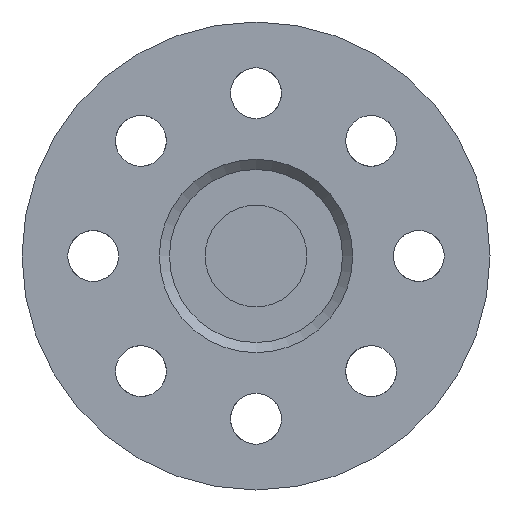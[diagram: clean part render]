
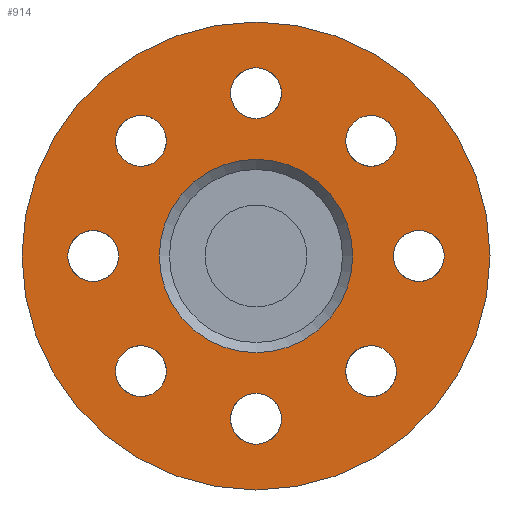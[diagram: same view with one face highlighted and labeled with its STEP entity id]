
A CAD part, front view. The second image highlights one B-rep face of the part: STEP entity #914.
In plain terms, the highlighted planar face has unit normal (0, -1, 0).
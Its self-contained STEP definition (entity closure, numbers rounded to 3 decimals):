
#339=CARTESIAN_POINT('',(-6.22,24.73,26.385));
#340=VERTEX_POINT('',#339);
#373=CARTESIAN_POINT('',(-4.97,24.73,25.135));
#374=VERTEX_POINT('',#373);
#375=CARTESIAN_POINT('',(-6.22,24.73,25.135));
#376=DIRECTION('',(-0.,1.,-0.));
#377=DIRECTION('',(1.,0.,0.));
#378=AXIS2_PLACEMENT_3D('',#375,#376,#377);
#379=CIRCLE('',#378,1.25);
#380=EDGE_CURVE('',#374,#340,#379,.T.);
#382=CARTESIAN_POINT('',(-6.22,24.73,25.135));
#383=DIRECTION('',(-0.,1.,-0.));
#384=DIRECTION('',(1.,0.,0.));
#385=AXIS2_PLACEMENT_3D('',#382,#383,#384);
#386=CIRCLE('',#385,1.25);
#387=EDGE_CURVE('',#340,#374,#386,.T.);
#399=CARTESIAN_POINT('',(-7.68,24.73,20.362));
#400=VERTEX_POINT('',#399);
#433=CARTESIAN_POINT('',(-7.314,24.73,19.479));
#434=VERTEX_POINT('',#433);
#435=CARTESIAN_POINT('',(-8.564,24.73,19.479));
#436=DIRECTION('',(-0.,1.,-0.));
#437=DIRECTION('',(1.,0.,0.));
#438=AXIS2_PLACEMENT_3D('',#435,#436,#437);
#439=CIRCLE('',#438,1.25);
#440=EDGE_CURVE('',#434,#400,#439,.T.);
#442=CARTESIAN_POINT('',(-8.564,24.73,19.479));
#443=DIRECTION('',(-0.,1.,-0.));
#444=DIRECTION('',(1.,0.,0.));
#445=AXIS2_PLACEMENT_3D('',#442,#443,#444);
#446=CIRCLE('',#445,1.25);
#447=EDGE_CURVE('',#400,#434,#446,.T.);
#459=CARTESIAN_POINT('',(-12.97,24.73,17.135));
#460=VERTEX_POINT('',#459);
#493=CARTESIAN_POINT('',(-14.22,24.73,17.135));
#494=DIRECTION('',(-0.,1.,-0.));
#495=DIRECTION('',(1.,0.,0.));
#496=AXIS2_PLACEMENT_3D('',#493,#494,#495);
#497=CIRCLE('',#496,1.25);
#498=EDGE_CURVE('',#460,#460,#497,.T.);
#510=CARTESIAN_POINT('',(-18.993,24.73,18.595));
#511=VERTEX_POINT('',#510);
#544=CARTESIAN_POINT('',(-18.627,24.73,19.479));
#545=VERTEX_POINT('',#544);
#546=CARTESIAN_POINT('',(-19.877,24.73,19.479));
#547=DIRECTION('',(-0.,1.,-0.));
#548=DIRECTION('',(1.,0.,0.));
#549=AXIS2_PLACEMENT_3D('',#546,#547,#548);
#550=CIRCLE('',#549,1.25);
#551=EDGE_CURVE('',#545,#511,#550,.T.);
#553=CARTESIAN_POINT('',(-19.877,24.73,19.479));
#554=DIRECTION('',(-0.,1.,-0.));
#555=DIRECTION('',(1.,0.,0.));
#556=AXIS2_PLACEMENT_3D('',#553,#554,#555);
#557=CIRCLE('',#556,1.25);
#558=EDGE_CURVE('',#511,#545,#557,.T.);
#570=CARTESIAN_POINT('',(-22.22,24.73,23.885));
#571=VERTEX_POINT('',#570);
#604=CARTESIAN_POINT('',(-20.97,24.73,25.135));
#605=VERTEX_POINT('',#604);
#606=CARTESIAN_POINT('',(-22.22,24.73,25.135));
#607=DIRECTION('',(-0.,1.,-0.));
#608=DIRECTION('',(1.,0.,0.));
#609=AXIS2_PLACEMENT_3D('',#606,#607,#608);
#610=CIRCLE('',#609,1.25);
#611=EDGE_CURVE('',#605,#571,#610,.T.);
#613=CARTESIAN_POINT('',(-22.22,24.73,25.135));
#614=DIRECTION('',(-0.,1.,-0.));
#615=DIRECTION('',(1.,0.,0.));
#616=AXIS2_PLACEMENT_3D('',#613,#614,#615);
#617=CIRCLE('',#616,1.25);
#618=EDGE_CURVE('',#571,#605,#617,.T.);
#630=CARTESIAN_POINT('',(-20.761,24.73,29.908));
#631=VERTEX_POINT('',#630);
#664=CARTESIAN_POINT('',(-18.627,24.73,30.792));
#665=VERTEX_POINT('',#664);
#666=CARTESIAN_POINT('',(-19.877,24.73,30.792));
#667=DIRECTION('',(-0.,1.,-0.));
#668=DIRECTION('',(1.,0.,0.));
#669=AXIS2_PLACEMENT_3D('',#666,#667,#668);
#670=CIRCLE('',#669,1.25);
#671=EDGE_CURVE('',#665,#631,#670,.T.);
#673=CARTESIAN_POINT('',(-19.877,24.73,30.792));
#674=DIRECTION('',(-0.,1.,-0.));
#675=DIRECTION('',(1.,0.,0.));
#676=AXIS2_PLACEMENT_3D('',#673,#674,#675);
#677=CIRCLE('',#676,1.25);
#678=EDGE_CURVE('',#631,#665,#677,.T.);
#690=CARTESIAN_POINT('',(-15.47,24.73,33.135));
#691=VERTEX_POINT('',#690);
#724=CARTESIAN_POINT('',(-12.97,24.73,33.135));
#725=VERTEX_POINT('',#724);
#726=CARTESIAN_POINT('',(-14.22,24.73,33.135));
#727=DIRECTION('',(-0.,1.,-0.));
#728=DIRECTION('',(1.,0.,0.));
#729=AXIS2_PLACEMENT_3D('',#726,#727,#728);
#730=CIRCLE('',#729,1.25);
#731=EDGE_CURVE('',#725,#691,#730,.T.);
#733=CARTESIAN_POINT('',(-14.22,24.73,33.135));
#734=DIRECTION('',(-0.,1.,-0.));
#735=DIRECTION('',(1.,0.,0.));
#736=AXIS2_PLACEMENT_3D('',#733,#734,#735);
#737=CIRCLE('',#736,1.25);
#738=EDGE_CURVE('',#691,#725,#737,.T.);
#750=CARTESIAN_POINT('',(-9.447,24.73,31.676));
#751=VERTEX_POINT('',#750);
#784=CARTESIAN_POINT('',(-7.314,24.73,30.792));
#785=VERTEX_POINT('',#784);
#786=CARTESIAN_POINT('',(-8.564,24.73,30.792));
#787=DIRECTION('',(-0.,1.,-0.));
#788=DIRECTION('',(1.,0.,0.));
#789=AXIS2_PLACEMENT_3D('',#786,#787,#788);
#790=CIRCLE('',#789,1.25);
#791=EDGE_CURVE('',#785,#751,#790,.T.);
#793=CARTESIAN_POINT('',(-8.564,24.73,30.792));
#794=DIRECTION('',(-0.,1.,-0.));
#795=DIRECTION('',(1.,0.,0.));
#796=AXIS2_PLACEMENT_3D('',#793,#794,#795);
#797=CIRCLE('',#796,1.25);
#798=EDGE_CURVE('',#751,#785,#797,.T.);
#810=CARTESIAN_POINT('',(-2.72,24.73,25.135));
#811=VERTEX_POINT('',#810);
#818=CARTESIAN_POINT('',(-14.22,24.73,13.635));
#819=VERTEX_POINT('',#818);
#820=CARTESIAN_POINT('',(-14.22,24.73,25.135));
#821=DIRECTION('',(-0.,1.,0.));
#822=DIRECTION('',(0.,0.,-1.));
#823=AXIS2_PLACEMENT_3D('',#820,#821,#822);
#824=CIRCLE('',#823,11.5);
#825=EDGE_CURVE('',#811,#819,#824,.T.);
#827=CARTESIAN_POINT('',(-14.22,24.73,25.135));
#828=DIRECTION('',(-0.,1.,0.));
#829=DIRECTION('',(0.,0.,-1.));
#830=AXIS2_PLACEMENT_3D('',#827,#828,#829);
#831=CIRCLE('',#830,11.5);
#832=EDGE_CURVE('',#819,#811,#831,.T.);
#854=CARTESIAN_POINT('',(-4.47,24.73,25.135));
#855=DIRECTION('',(0.,-1.,0.));
#856=DIRECTION('',(0.,0.,-1.));
#857=AXIS2_PLACEMENT_3D('',#854,#855,#856);
#858=PLANE('',#857);
#859=CARTESIAN_POINT('',(-9.47,24.73,25.135));
#860=VERTEX_POINT('',#859);
#861=CARTESIAN_POINT('',(-14.22,24.73,20.385));
#862=VERTEX_POINT('',#861);
#863=CARTESIAN_POINT('',(-14.22,24.73,25.135));
#864=DIRECTION('',(-0.,1.,-0.));
#865=DIRECTION('',(1.,0.,0.));
#866=AXIS2_PLACEMENT_3D('',#863,#864,#865);
#867=CIRCLE('',#866,4.75);
#868=EDGE_CURVE('',#860,#862,#867,.T.);
#869=ORIENTED_EDGE('',*,*,#868,.T.);
#870=CARTESIAN_POINT('',(-14.22,24.73,25.135));
#871=DIRECTION('',(-0.,1.,-0.));
#872=DIRECTION('',(1.,0.,0.));
#873=AXIS2_PLACEMENT_3D('',#870,#871,#872);
#874=CIRCLE('',#873,4.75);
#875=EDGE_CURVE('',#862,#860,#874,.T.);
#876=ORIENTED_EDGE('',*,*,#875,.T.);
#877=EDGE_LOOP('',(#869,#876));
#878=FACE_BOUND('',#877,.T.);
#879=ORIENTED_EDGE('',*,*,#825,.F.);
#880=ORIENTED_EDGE('',*,*,#832,.F.);
#881=EDGE_LOOP('',(#879,#880));
#882=FACE_BOUND('',#881,.T.);
#883=ORIENTED_EDGE('',*,*,#791,.T.);
#884=ORIENTED_EDGE('',*,*,#798,.T.);
#885=EDGE_LOOP('',(#883,#884));
#886=FACE_BOUND('',#885,.T.);
#887=ORIENTED_EDGE('',*,*,#731,.T.);
#888=ORIENTED_EDGE('',*,*,#738,.T.);
#889=EDGE_LOOP('',(#887,#888));
#890=FACE_BOUND('',#889,.T.);
#891=ORIENTED_EDGE('',*,*,#671,.T.);
#892=ORIENTED_EDGE('',*,*,#678,.T.);
#893=EDGE_LOOP('',(#891,#892));
#894=FACE_BOUND('',#893,.T.);
#895=ORIENTED_EDGE('',*,*,#611,.T.);
#896=ORIENTED_EDGE('',*,*,#618,.T.);
#897=EDGE_LOOP('',(#895,#896));
#898=FACE_BOUND('',#897,.T.);
#899=ORIENTED_EDGE('',*,*,#551,.T.);
#900=ORIENTED_EDGE('',*,*,#558,.T.);
#901=EDGE_LOOP('',(#899,#900));
#902=FACE_BOUND('',#901,.T.);
#903=ORIENTED_EDGE('',*,*,#498,.T.);
#904=EDGE_LOOP('',(#903));
#905=FACE_BOUND('',#904,.T.);
#906=ORIENTED_EDGE('',*,*,#440,.T.);
#907=ORIENTED_EDGE('',*,*,#447,.T.);
#908=EDGE_LOOP('',(#906,#907));
#909=FACE_BOUND('',#908,.T.);
#910=ORIENTED_EDGE('',*,*,#380,.T.);
#911=ORIENTED_EDGE('',*,*,#387,.T.);
#912=EDGE_LOOP('',(#910,#911));
#913=FACE_BOUND('',#912,.T.);
#914=ADVANCED_FACE('',(#878,#882,#886,#890,#894,#898,#902,#905,#909,#913),#858,.T.);
